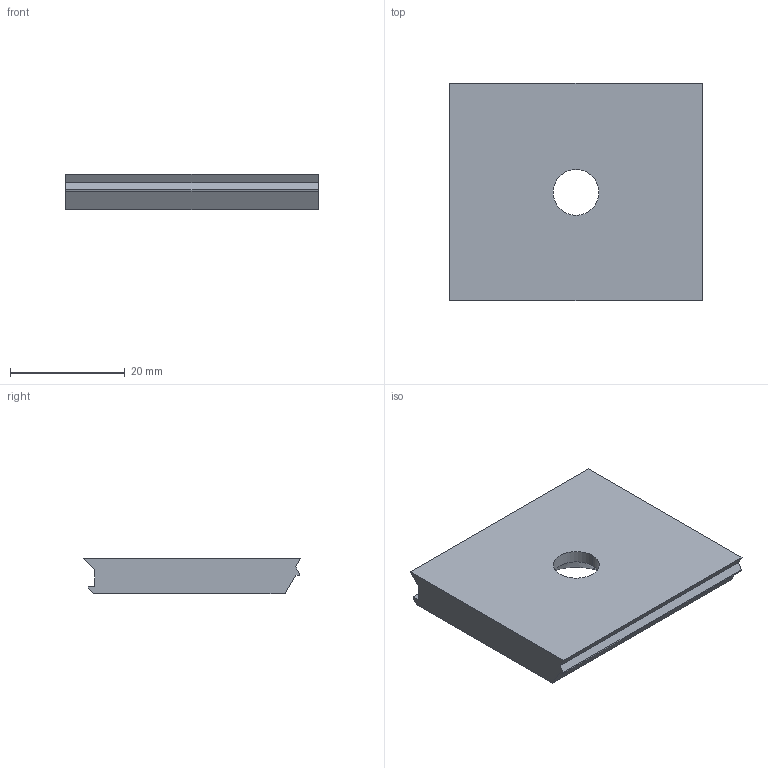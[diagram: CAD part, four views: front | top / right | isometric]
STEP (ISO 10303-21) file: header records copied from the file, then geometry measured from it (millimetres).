
FILE_DESCRIPTION (( 'STEP AP203' ), '1' );
FILE_NAME ('P25_Mouth_Default.step', '2020-03-06T13:29:27', ( '' ), ( '' ), 'SwSTEP 2.0', 'SolidWorks 2018', '' );
FILE_SCHEMA (( 'CONFIG_CONTROL_DESIGN' ));
Length unit declared in the file: millimetre
Products named in the file (1): P25_Mouth_Default
Bounding box: 44 x 37.87 x 6.2 mm (x, y, z)
Volume: 8898.2 mm3; surface area: 4359.5 mm2
Topology: 1 solids, 1 shells, 42 faces, 108 edges, 62 vertices
Faces by surface type: cone 18, plane 13, cylinder 11
Entity records: 1299 total; most frequent: CARTESIAN_POINT 225, DIRECTION 216, ORIENTED_EDGE 200, EDGE_CURVE 100, AXIS2_PLACEMENT_3D 77, LINE 62, VERTEX_POINT 62, VECTOR 62
